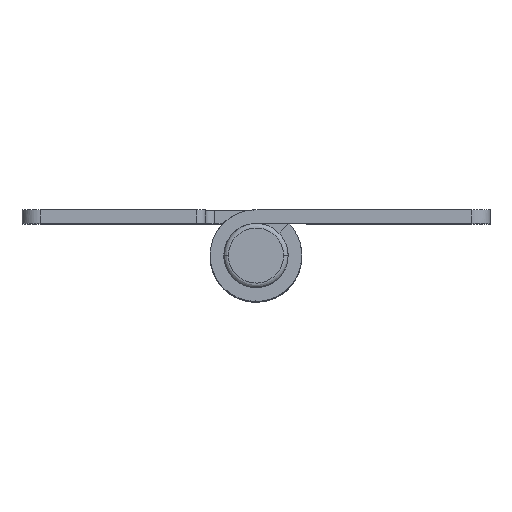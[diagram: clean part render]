
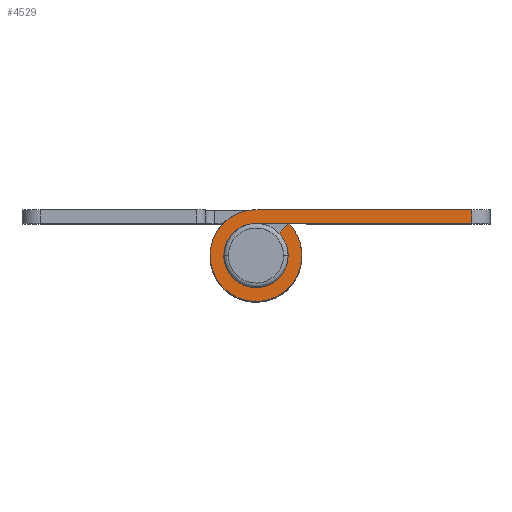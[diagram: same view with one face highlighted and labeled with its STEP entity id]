
A CAD part, top view. The second image highlights one B-rep face of the part: STEP entity #4529.
In plain terms, the highlighted free-form (B-spline) face has degree [1, 1] with [2, 2] control points.
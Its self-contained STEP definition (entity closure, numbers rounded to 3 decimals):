
#1266=CARTESIAN_POINT('',(23.5,3.5,60.));
#1267=VERTEX_POINT('',#1266);
#1281=CARTESIAN_POINT('',(0.,3.5,60.));
#1282=VERTEX_POINT('',#1281);
#1283=CARTESIAN_POINT('',(23.5,3.5,60.));
#1284=CARTESIAN_POINT('',(0.,3.5,60.));
#1285=QUASI_UNIFORM_CURVE('',1,(#1283,#1284),.UNSPECIFIED.,.F.,.U.);
#1286=EDGE_CURVE('',#1267,#1282,#1285,.T.);
#1582=CARTESIAN_POINT('',(2.5,2.45,60.));
#1583=VERTEX_POINT('',#1582);
#1593=CARTESIAN_POINT('',(0.,3.5,60.));
#1594=CARTESIAN_POINT('',(-0.35,3.5,60.));
#1595=CARTESIAN_POINT('',(-0.963,3.407,60.));
#1596=CARTESIAN_POINT('',(-1.666,3.099,60.));
#1597=CARTESIAN_POINT('',(-2.249,2.709,60.));
#1598=CARTESIAN_POINT('',(-2.707,2.259,60.));
#1599=CARTESIAN_POINT('',(-3.151,1.589,60.));
#1600=CARTESIAN_POINT('',(-3.421,0.882,60.));
#1601=CARTESIAN_POINT('',(-3.52,0.121,60.));
#1602=CARTESIAN_POINT('',(-3.475,-0.58,60.));
#1603=CARTESIAN_POINT('',(-3.283,-1.297,60.));
#1604=CARTESIAN_POINT('',(-2.929,-1.965,60.));
#1605=CARTESIAN_POINT('',(-2.418,-2.569,60.));
#1606=CARTESIAN_POINT('',(-1.836,-3.011,60.));
#1607=CARTESIAN_POINT('',(-1.244,-3.287,60.));
#1608=CARTESIAN_POINT('',(-0.702,-3.442,60.));
#1609=CARTESIAN_POINT('',(-0.142,-3.515,60.));
#1610=CARTESIAN_POINT('',(0.397,-3.49,60.));
#1611=CARTESIAN_POINT('',(0.95,-3.383,60.));
#1612=CARTESIAN_POINT('',(1.578,-3.159,60.));
#1613=CARTESIAN_POINT('',(2.214,-2.749,60.));
#1614=CARTESIAN_POINT('',(2.705,-2.246,60.));
#1615=CARTESIAN_POINT('',(3.013,-1.803,60.));
#1616=CARTESIAN_POINT('',(3.245,-1.345,60.));
#1617=CARTESIAN_POINT('',(3.4,-0.881,60.));
#1618=CARTESIAN_POINT('',(3.505,-0.301,60.));
#1619=CARTESIAN_POINT('',(3.509,0.34,60.));
#1620=CARTESIAN_POINT('',(3.373,1.005,60.));
#1621=CARTESIAN_POINT('',(3.077,1.738,60.));
#1622=CARTESIAN_POINT('',(2.754,2.191,60.));
#1623=CARTESIAN_POINT('',(2.5,2.45,60.));
#1624=B_SPLINE_CURVE_WITH_KNOTS('',3,(#1593,#1594,#1595,#1596,#1597,#1598,#1599,#1600,#1601,#1602,#1603,#1604,#1605,#1606,#1607,#1608,#1609,#1610,#1611,#1612,#1613,#1614,#1615,#1616,#1617,#1618,#1619,#1620,#1621,#1622,#1623),.UNSPECIFIED.,.F.,.U.,(4,1,1,1,1,1,1,1,1,1,1,1,1,1,1,1,1,1,1,1,1,1,1,1,1,1,1,1,4),(0.,1.05,1.838,2.288,3.151,3.751,4.689,5.402,6.04,6.79,7.615,8.291,9.154,9.791,10.241,10.842,11.479,11.855,12.53,13.468,14.105,14.631,15.081,15.643,16.094,16.844,17.557,18.119,19.207),.UNSPECIFIED.);
#1625=EDGE_CURVE('',#1282,#1583,#1624,.T.);
#3943=CARTESIAN_POINT('',(23.5,5.,60.));
#3944=VERTEX_POINT('',#3943);
#3960=CARTESIAN_POINT('',(23.5,3.5,60.));
#3961=CARTESIAN_POINT('',(23.5,5.,60.));
#3962=QUASI_UNIFORM_CURVE('',1,(#3960,#3961),.UNSPECIFIED.,.F.,.U.);
#3963=EDGE_CURVE('',#1267,#3944,#3962,.T.);
#4469=CARTESIAN_POINT('',(-6.423,5.5,60.));
#4470=CARTESIAN_POINT('',(24.924,5.5,60.));
#4471=CARTESIAN_POINT('',(-6.423,-5.5,60.));
#4472=CARTESIAN_POINT('',(24.924,-5.5,60.));
#4473=B_SPLINE_SURFACE_WITH_KNOTS('',1,1,((#4469,#4471),(#4470,#4472)),.UNSPECIFIED.,.F.,.F.,.U.,(2,2),(2,2),(0.0,31.347),(0.0,10.999),.UNSPECIFIED.);
#4474=ORIENTED_EDGE('',*,*,#1286,.F.);
#4475=ORIENTED_EDGE('',*,*,#3963,.T.);
#4476=CARTESIAN_POINT('',(0.,5.0,60.));
#4477=VERTEX_POINT('',#4476);
#4478=CARTESIAN_POINT('',(0.,5.0,60.));
#4479=CARTESIAN_POINT('',(23.5,5.,60.));
#4480=QUASI_UNIFORM_CURVE('',1,(#4478,#4479),.UNSPECIFIED.,.F.,.U.);
#4481=EDGE_CURVE('',#4477,#3944,#4480,.T.);
#4482=ORIENTED_EDGE('',*,*,#4481,.F.);
#4483=CARTESIAN_POINT('',(3.585,3.486,60.));
#4484=VERTEX_POINT('',#4483);
#4485=CARTESIAN_POINT('',(0.,5.0,60.));
#4486=CARTESIAN_POINT('',(-0.339,5.,60.));
#4487=CARTESIAN_POINT('',(-0.946,4.938,60.));
#4488=CARTESIAN_POINT('',(-1.72,4.712,60.));
#4489=CARTESIAN_POINT('',(-2.405,4.404,60.));
#4490=CARTESIAN_POINT('',(-2.948,4.057,60.));
#4491=CARTESIAN_POINT('',(-3.522,3.573,60.));
#4492=CARTESIAN_POINT('',(-4.024,3.012,60.));
#4493=CARTESIAN_POINT('',(-4.429,2.356,60.));
#4494=CARTESIAN_POINT('',(-4.731,1.669,60.));
#4495=CARTESIAN_POINT('',(-4.94,0.927,60.));
#4496=CARTESIAN_POINT('',(-5.038,-0.072,60.));
#4497=CARTESIAN_POINT('',(-4.913,-1.144,60.));
#4498=CARTESIAN_POINT('',(-4.547,-2.157,60.));
#4499=CARTESIAN_POINT('',(-3.99,-3.077,60.));
#4500=CARTESIAN_POINT('',(-3.273,-3.834,60.));
#4501=CARTESIAN_POINT('',(-2.484,-4.364,60.));
#4502=CARTESIAN_POINT('',(-1.704,-4.724,60.));
#4503=CARTESIAN_POINT('',(-0.978,-4.926,60.));
#4504=CARTESIAN_POINT('',(-0.143,-5.018,60.));
#4505=CARTESIAN_POINT('',(0.788,-4.977,60.));
#4506=CARTESIAN_POINT('',(1.832,-4.7,60.));
#4507=CARTESIAN_POINT('',(2.735,-4.219,60.));
#4508=CARTESIAN_POINT('',(3.492,-3.618,60.));
#4509=CARTESIAN_POINT('',(4.046,-2.982,60.));
#4510=CARTESIAN_POINT('',(4.525,-2.184,60.));
#4511=CARTESIAN_POINT('',(4.817,-1.431,60.));
#4512=CARTESIAN_POINT('',(4.996,-0.536,60.));
#4513=CARTESIAN_POINT('',(5.022,0.45,60.));
#4514=CARTESIAN_POINT('',(4.799,1.561,60.));
#4515=CARTESIAN_POINT('',(4.308,2.62,60.));
#4516=CARTESIAN_POINT('',(3.846,3.217,60.));
#4517=CARTESIAN_POINT('',(3.585,3.486,60.));
#4518=B_SPLINE_CURVE_WITH_KNOTS('',3,(#4485,#4486,#4487,#4488,#4489,#4490,#4491,#4492,#4493,#4494,#4495,#4496,#4497,#4498,#4499,#4500,#4501,#4502,#4503,#4504,#4505,#4506,#4507,#4508,#4509,#4510,#4511,#4512,#4513,#4514,#4515,#4516,#4517),.UNSPECIFIED.,.F.,.U.,(4,1,1,1,1,1,1,1,1,1,1,1,1,1,1,1,1,1,1,1,1,1,1,1,1,1,1,1,1,1,4),(0.,1.018,1.821,2.41,3.267,3.749,4.659,5.516,6.052,6.908,7.819,9.05,10.122,11.032,12.264,13.228,13.87,14.834,15.477,16.387,17.619,18.69,19.44,20.511,21.207,22.225,22.921,23.938,25.17,26.295,27.419),.UNSPECIFIED.);
#4519=EDGE_CURVE('',#4477,#4484,#4518,.T.);
#4520=ORIENTED_EDGE('',*,*,#4519,.T.);
#4521=CARTESIAN_POINT('',(2.5,2.45,60.));
#4522=CARTESIAN_POINT('',(3.585,3.486,60.));
#4523=QUASI_UNIFORM_CURVE('',1,(#4521,#4522),.UNSPECIFIED.,.F.,.U.);
#4524=EDGE_CURVE('',#1583,#4484,#4523,.T.);
#4525=ORIENTED_EDGE('',*,*,#4524,.F.);
#4526=ORIENTED_EDGE('',*,*,#1625,.F.);
#4527=EDGE_LOOP('',(#4474,#4475,#4482,#4520,#4525,#4526));
#4528=FACE_OUTER_BOUND('',#4527,.T.);
#4529=ADVANCED_FACE('',(#4528),#4473,.F.);
